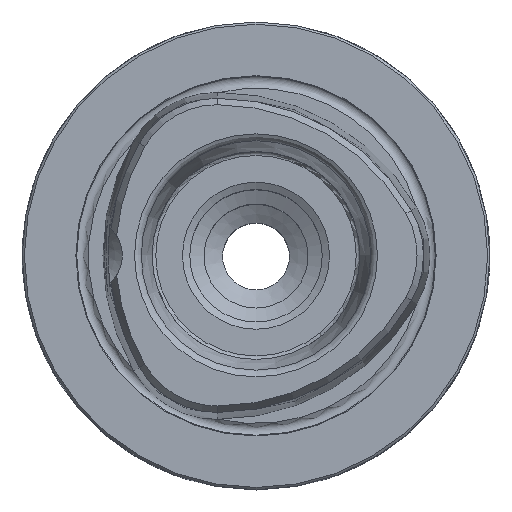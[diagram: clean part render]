
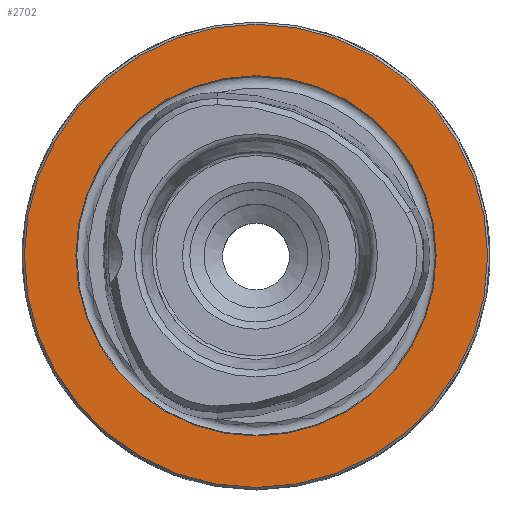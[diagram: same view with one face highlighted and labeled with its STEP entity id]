
A CAD part, top view. The second image highlights one B-rep face of the part: STEP entity #2702.
In plain terms, the highlighted planar face has unit normal (0, 0, 1).
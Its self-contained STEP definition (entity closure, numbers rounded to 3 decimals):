
#231=PLANE('',#2932);
#615=ORIENTED_EDGE('',*,*,#912,.T.);
#616=ORIENTED_EDGE('',*,*,#911,.F.);
#911=EDGE_CURVE('',#1094,#1094,#1233,.T.);
#912=EDGE_CURVE('',#1095,#1095,#1234,.T.);
#1094=VERTEX_POINT('',#4096);
#1095=VERTEX_POINT('',#4099);
#1233=CIRCLE('',#2931,24.264);
#1234=CIRCLE('',#2933,31.2);
#1385=EDGE_LOOP('',(#615));
#1386=EDGE_LOOP('',(#616));
#1580=FACE_BOUND('',#1385,.T.);
#1581=FACE_BOUND('',#1386,.T.);
#2702=ADVANCED_FACE('',(#1580,#1581),#231,.T.);
#2931=AXIS2_PLACEMENT_3D('',#4095,#3400,#3401);
#2932=AXIS2_PLACEMENT_3D('',#4097,#3402,#3403);
#2933=AXIS2_PLACEMENT_3D('',#4098,#3404,#3405);
#3400=DIRECTION('',(0.,0.,1.));
#3401=DIRECTION('',(1.,0.,0.));
#3402=DIRECTION('',(0.,0.,1.));
#3403=DIRECTION('',(1.,0.,0.));
#3404=DIRECTION('',(0.,0.,1.));
#3405=DIRECTION('',(1.,0.,0.));
#4095=CARTESIAN_POINT('',(0.,0.,0.));
#4096=CARTESIAN_POINT('',(24.264,0.,0.));
#4097=CARTESIAN_POINT('',(24.2,0.,0.));
#4098=CARTESIAN_POINT('',(0.,0.,0.));
#4099=CARTESIAN_POINT('',(31.2,0.,0.));
